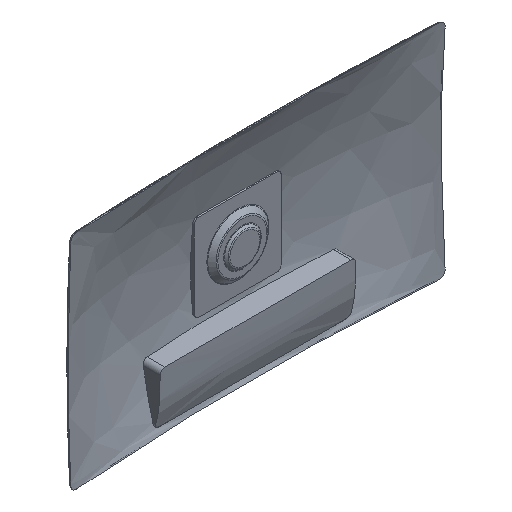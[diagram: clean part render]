
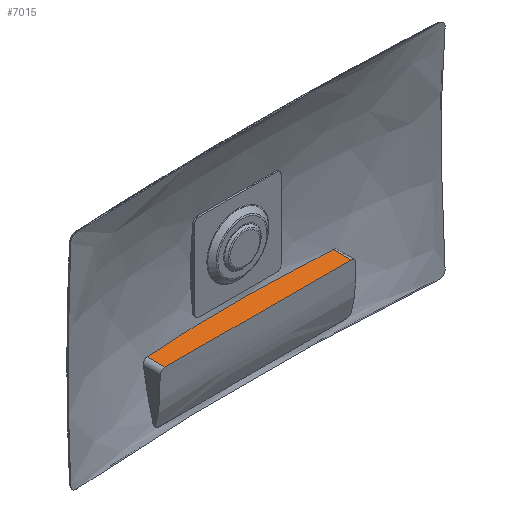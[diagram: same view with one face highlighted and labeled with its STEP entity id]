
A CAD part, isometric view. The second image highlights one B-rep face of the part: STEP entity #7015.
In plain terms, the highlighted planar face has unit normal (0, 0, 1).
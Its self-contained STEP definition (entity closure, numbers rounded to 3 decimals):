
#113 = VERTEX_POINT ( 'NONE', #9122 ) ;
#1078 = CARTESIAN_POINT ( 'NONE',  ( 45., -21.942, 51.7 ) ) ;
#1112 = LINE ( 'NONE', #5900, #6752 ) ;
#1804 = VERTEX_POINT ( 'NONE', #4621 ) ;
#2216 = CARTESIAN_POINT ( 'NONE',  ( 0., -21.396, 51.7 ) ) ;
#2504 = PLANE ( 'NONE',  #4359 ) ;
#2550 = ORIENTED_EDGE ( 'NONE', *, *, #14556, .F. ) ;
#2600 = EDGE_CURVE ( 'NONE', #1804, #113, #4232, .T. ) ;
#2827 = CARTESIAN_POINT ( 'NONE',  ( -135., -52., 51.7 ) ) ;
#3351 = CARTESIAN_POINT ( 'NONE',  ( -45., -21.942, 51.7 ) ) ;
#3630 = DIRECTION ( 'NONE',  ( 0., 0., -1. ) ) ;
#4109 = VECTOR ( 'NONE', #11352, 1000. ) ;
#4232 = B_SPLINE_CURVE_WITH_KNOTS ( 'NONE', 3,
 ( #14388, #6647, #13438, #6691, #14575, #7824, #1078, #8964, #2216, #10090, #3351, #11222, #4461, #12356, #5614, #13487, #6740 ),
 .UNSPECIFIED., .F., .F.,
 ( 4, 2, 2, 2, 1, 2, 2, 2, 4 ),
 ( 0., 0.034, 0.067, 0.101, 0.135, 0.169, 0.202, 0.236, 0.27 ),
 .UNSPECIFIED. ) ;
#4359 = AXIS2_PLACEMENT_3D ( 'NONE', #8114, #3630, #11507 ) ;
#4461 = CARTESIAN_POINT ( 'NONE',  ( -78.75, -22.975, 51.7 ) ) ;
#4589 = CARTESIAN_POINT ( 'NONE',  ( 135., -52.2, 51.7 ) ) ;
#4621 = CARTESIAN_POINT ( 'NONE',  ( 135., -26.261, 51.7 ) ) ;
#5109 = ORIENTED_EDGE ( 'NONE', *, *, #14333, .F. ) ;
#5147 = VERTEX_POINT ( 'NONE', #6360 ) ;
#5481 = LINE ( 'NONE', #2827, #10792 ) ;
#5614 = CARTESIAN_POINT ( 'NONE',  ( -112.5, -24.662, 51.7 ) ) ;
#5900 = CARTESIAN_POINT ( 'NONE',  ( 135., -52., 51.7 ) ) ;
#6146 = ORIENTED_EDGE ( 'NONE', *, *, #10892, .T. ) ;
#6271 = DIRECTION ( 'NONE',  ( 0., -1., 0. ) ) ;
#6360 = CARTESIAN_POINT ( 'NONE',  ( -135., -52.2, 51.7 ) ) ;
#6647 = CARTESIAN_POINT ( 'NONE',  ( 123.75, -25.385, 51.7 ) ) ;
#6691 = CARTESIAN_POINT ( 'NONE',  ( 90., -23.457, 51.7 ) ) ;
#6740 = CARTESIAN_POINT ( 'NONE',  ( -135., -26.261, 51.7 ) ) ;
#6752 = VECTOR ( 'NONE', #7029, 1000. ) ;
#7015 = ADVANCED_FACE ( 'NONE', ( #7680 ), #2504, .F. ) ;
#7029 = DIRECTION ( 'NONE',  ( 0., -1., 0. ) ) ;
#7680 = FACE_OUTER_BOUND ( 'NONE', #12511, .T. ) ;
#7747 = ORIENTED_EDGE ( 'NONE', *, *, #2600, .T. ) ;
#7824 = CARTESIAN_POINT ( 'NONE',  ( 56.25, -22.218, 51.7 ) ) ;
#8114 = CARTESIAN_POINT ( 'NONE',  ( -135., -52., 51.7 ) ) ;
#8964 = CARTESIAN_POINT ( 'NONE',  ( 22.5, -21.576, 51.7 ) ) ;
#9122 = CARTESIAN_POINT ( 'NONE',  ( -135., -26.261, 51.7 ) ) ;
#9602 = CARTESIAN_POINT ( 'NONE',  ( 135., -52.2, 51.7 ) ) ;
#10090 = CARTESIAN_POINT ( 'NONE',  ( -22.5, -21.576, 51.7 ) ) ;
#10792 = VECTOR ( 'NONE', #6271, 1000. ) ;
#10892 = EDGE_CURVE ( 'NONE', #113, #5147, #5481, .T. ) ;
#11222 = CARTESIAN_POINT ( 'NONE',  ( -56.25, -22.218, 51.7 ) ) ;
#11352 = DIRECTION ( 'NONE',  ( -1., 0., 0. ) ) ;
#11507 = DIRECTION ( 'NONE',  ( 0., 1., 0. ) ) ;
#12191 = VERTEX_POINT ( 'NONE', #9602 ) ;
#12356 = CARTESIAN_POINT ( 'NONE',  ( -90., -23.457, 51.7 ) ) ;
#12511 = EDGE_LOOP ( 'NONE', ( #7747, #6146, #5109, #2550 ) ) ;
#13118 = LINE ( 'NONE', #4589, #4109 ) ;
#13438 = CARTESIAN_POINT ( 'NONE',  ( 112.5, -24.662, 51.7 ) ) ;
#13487 = CARTESIAN_POINT ( 'NONE',  ( -123.75, -25.385, 51.7 ) ) ;
#14333 = EDGE_CURVE ( 'NONE', #12191, #5147, #13118, .T. ) ;
#14388 = CARTESIAN_POINT ( 'NONE',  ( 135., -26.261, 51.7 ) ) ;
#14556 = EDGE_CURVE ( 'NONE', #1804, #12191, #1112, .T. ) ;
#14575 = CARTESIAN_POINT ( 'NONE',  ( 78.75, -22.975, 51.7 ) ) ;
